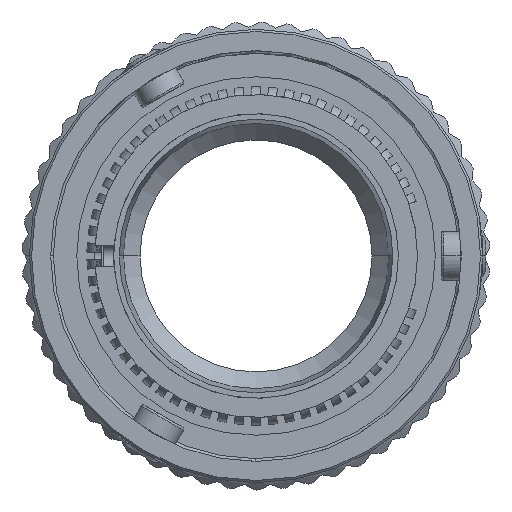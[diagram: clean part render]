
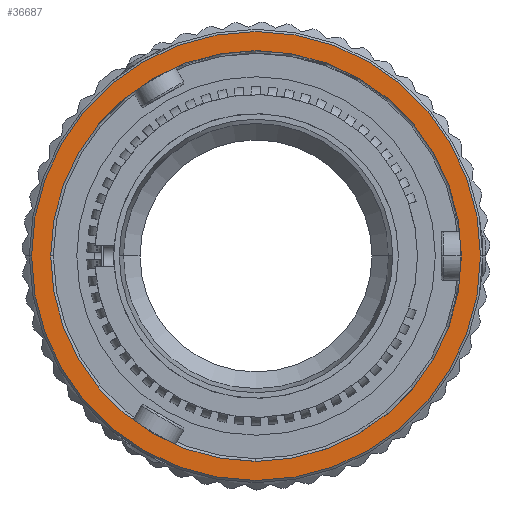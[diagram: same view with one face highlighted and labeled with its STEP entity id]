
A CAD part, left-side view. The second image highlights one B-rep face of the part: STEP entity #36687.
In plain terms, the highlighted planar face has unit normal (-1, 0, 0).
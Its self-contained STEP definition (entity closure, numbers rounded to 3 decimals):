
#31422=CARTESIAN_POINT('',(3.15,16.747,-16.748));
#31423=DIRECTION('',(1.,0.,0.));
#31424=DIRECTION('',(0.,1.,0.));
#31425=AXIS2_PLACEMENT_3D('',#31422,#31423,#31424);
#31427=CARTESIAN_POINT('',(3.15,16.747,-16.748));
#31428=DIRECTION('',(1.,0.,0.));
#31429=DIRECTION('',(0.,-1.,0.));
#31430=AXIS2_PLACEMENT_3D('',#31427,#31428,#31429);
#31432=CARTESIAN_POINT('',(3.15,16.747,-16.748));
#31433=DIRECTION('',(-1.,0.,0.));
#31434=DIRECTION('',(0.,1.,0.));
#31435=AXIS2_PLACEMENT_3D('',#31432,#31433,#31434);
#31437=CARTESIAN_POINT('',(3.15,16.747,-16.748));
#31438=DIRECTION('',(-1.,0.,0.));
#31439=DIRECTION('',(0.,-1.,0.));
#31440=AXIS2_PLACEMENT_3D('',#31437,#31438,#31439);
#32307=CARTESIAN_POINT('',(3.15,-2.113,-16.748));
#32308=VERTEX_POINT('',#32307);
#32309=CARTESIAN_POINT('',(3.15,35.607,-16.748));
#32310=VERTEX_POINT('',#32309);
#32331=CARTESIAN_POINT('',(3.15,-3.868,-16.748));
#32332=VERTEX_POINT('',#32331);
#32333=CARTESIAN_POINT('',(3.15,37.362,-16.748));
#32334=VERTEX_POINT('',#32333);
#36672=CARTESIAN_POINT('',(3.15,16.747,-16.748));
#36673=DIRECTION('',(-1.,0.,0.));
#36674=DIRECTION('',(0.,1.,0.));
#36675=AXIS2_PLACEMENT_3D('',#36672,#36673,#36674);
#36676=PLANE('830',#36675);
#36677=ORIENTED_EDGE('2933',*,*,#36637,.T.);
#36678=ORIENTED_EDGE('2935',*,*,#36660,.T.);
#36679=EDGE_LOOP('830',(#36677,#36678));
#36680=FACE_OUTER_BOUND('830',#36679,.F.);
#36682=ORIENTED_EDGE('2909',*,*,#36681,.T.);
#36684=ORIENTED_EDGE('2936',*,*,#36683,.T.);
#36685=EDGE_LOOP('830',(#36682,#36684));
#36686=FACE_BOUND('830',#36685,.F.);
#31426=CIRCLE('2933',#31425,20.615);
#31431=CIRCLE('2935',#31430,20.615);
#31436=CIRCLE('2909',#31435,18.86);
#31441=CIRCLE('2936',#31440,18.86);
#36637=EDGE_CURVE('2933',#32334,#32332,#31426,.T.);
#36660=EDGE_CURVE('2935',#32332,#32334,#31431,.T.);
#36681=EDGE_CURVE('2909',#32310,#32308,#31436,.T.);
#36683=EDGE_CURVE('2936',#32308,#32310,#31441,.T.);
#36687=ADVANCED_FACE('830',(#36680,#36686),#36676,.T.);
